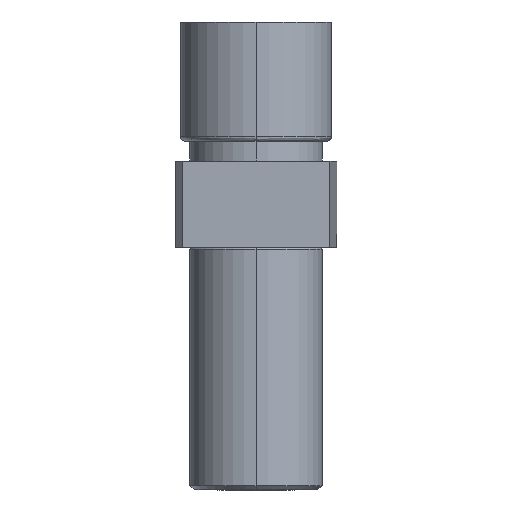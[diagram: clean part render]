
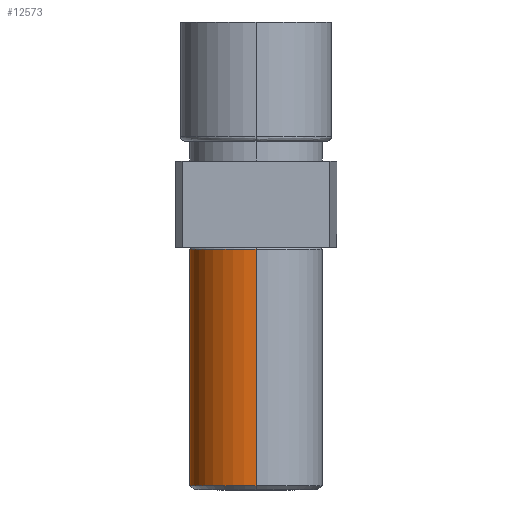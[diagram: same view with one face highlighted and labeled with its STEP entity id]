
A CAD part, left-side view. The second image highlights one B-rep face of the part: STEP entity #12573.
In plain terms, the highlighted cylindrical face has radius 3 mm (diameter 6 mm), a partial arc.
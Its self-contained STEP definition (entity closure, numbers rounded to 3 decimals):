
#354 = EDGE_CURVE ( 'NONE', #2097, #2105, #10271, .T. ) ;
#356 = EDGE_CURVE ( 'NONE', #2084, #2061, #10264, .T. ) ;
#362 = EDGE_CURVE ( 'NONE', #2097, #2084, #14236, .T. ) ;
#407 = EDGE_CURVE ( 'NONE', #2105, #2061, #14363, .T. ) ;
#2061 = VERTEX_POINT ( 'NONE', #8545 ) ;
#2084 = VERTEX_POINT ( 'NONE', #8591 ) ;
#2097 = VERTEX_POINT ( 'NONE', #8616 ) ;
#2105 = VERTEX_POINT ( 'NONE', #8583 ) ;
#2748 = EDGE_LOOP ( 'NONE', ( #4690, #4731, #4743, #4670 ) ) ;
#4670 = ORIENTED_EDGE ( 'NONE', *, *, #407, .F. ) ;
#4690 = ORIENTED_EDGE ( 'NONE', *, *, #354, .F. ) ;
#4731 = ORIENTED_EDGE ( 'NONE', *, *, #362, .T. ) ;
#4743 = ORIENTED_EDGE ( 'NONE', *, *, #356, .T. ) ;
#7177 = CARTESIAN_POINT ( 'NONE',  ( -0.002, 0., -4.8 ) ) ;
#7180 = DIRECTION ( 'NONE',  ( 0., 0., -1. ) ) ;
#7182 = DIRECTION ( 'NONE',  ( -1., 0., 0. ) ) ;
#7195 = CYLINDRICAL_SURFACE ( 'NONE', #11739, 3. ) ;
#7196 = FACE_OUTER_BOUND ( 'NONE', #2748, .T. ) ;
#8545 = CARTESIAN_POINT ( 'NONE',  ( -3.002, 0., -15.6 ) ) ;
#8583 = CARTESIAN_POINT ( 'NONE',  ( -3.002, 0., -4.9 ) ) ;
#8591 = CARTESIAN_POINT ( 'NONE',  ( 2.998, 0., -15.6 ) ) ;
#8616 = CARTESIAN_POINT ( 'NONE',  ( 2.998, 0., -4.9 ) ) ;
#10249 = VECTOR ( 'NONE', #14231, 1000. ) ;
#10251 = AXIS2_PLACEMENT_3D ( 'NONE', #14249, #14254, #14242 ) ;
#10263 = AXIS2_PLACEMENT_3D ( 'NONE', #14234, #14226, #14245 ) ;
#10264 = CIRCLE ( 'NONE', #10251, 3. ) ;
#10271 = CIRCLE ( 'NONE', #10263, 3. ) ;
#10332 = VECTOR ( 'NONE', #14360, 1000. ) ;
#11739 = AXIS2_PLACEMENT_3D ( 'NONE', #7177, #7180, #7182 ) ;
#12573 = ADVANCED_FACE ( 'NONE', ( #7196 ), #7195, .T. ) ;
#14226 = DIRECTION ( 'NONE',  ( 0., 0., 1. ) ) ;
#14231 = DIRECTION ( 'NONE',  ( 0., 0., -1. ) ) ;
#14234 = CARTESIAN_POINT ( 'NONE',  ( -0.002, 0., -4.9 ) ) ;
#14236 = LINE ( 'NONE', #14259, #10249 ) ;
#14242 = DIRECTION ( 'NONE',  ( -1., 0., 0. ) ) ;
#14245 = DIRECTION ( 'NONE',  ( -1., 0., 0. ) ) ;
#14249 = CARTESIAN_POINT ( 'NONE',  ( -0.002, 0., -15.6 ) ) ;
#14254 = DIRECTION ( 'NONE',  ( 0., 0., 1. ) ) ;
#14259 = CARTESIAN_POINT ( 'NONE',  ( 2.998, 0., -4.8 ) ) ;
#14360 = DIRECTION ( 'NONE',  ( 0., 0., -1. ) ) ;
#14363 = LINE ( 'NONE', #14367, #10332 ) ;
#14367 = CARTESIAN_POINT ( 'NONE',  ( -3.002, 0., -4.8 ) ) ;
